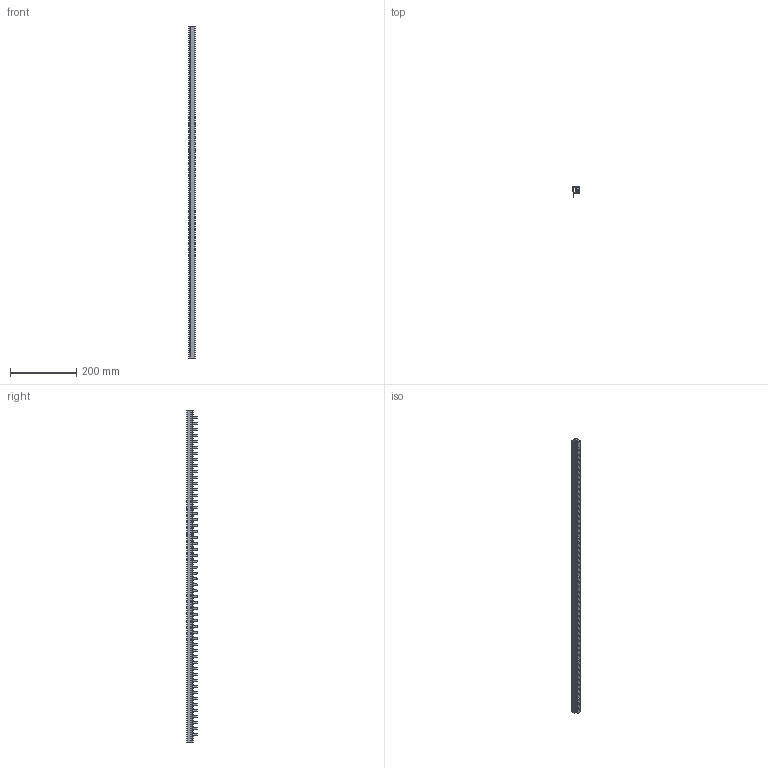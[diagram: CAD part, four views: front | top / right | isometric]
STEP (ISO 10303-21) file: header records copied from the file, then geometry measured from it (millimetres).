
FILE_DESCRIPTION((''),'2;1');
FILE_NAME('ASM0001_ASM','2024-04-02T',('dell'),(''),'PRO/ENGINEER BY PARAMETRIC TECHNOLOGY CORPORATION, 2013230','PRO/ENGINEER BY PARAMETRIC TECHNOLOGY CORPORATION, 2013230','');
FILE_SCHEMA(('AUTOMOTIVE_DESIGN { 1 0 10303 214 1 1 1 1 }'));
Length unit declared in the file: millimetre
Products named in the file (1): ASM0001_ASM
Bounding box: 19 x 31.1 x 1000 mm (x, y, z)
Volume: 180628.7 mm3; surface area: 194004.3 mm2
Topology: 1 solids, 1 shells, 485 faces, 1449 edges, 966 vertices
Faces by surface type: plane 303, cylinder 182
Entity records: 16515 total; most frequent: CARTESIAN_POINT 2934, ORIENTED_EDGE 2898, DIRECTION 2881, EDGE_CURVE 1449, VECTOR 975, LINE 975, VERTEX_POINT 966, AXIS2_PLACEMENT_3D 953
